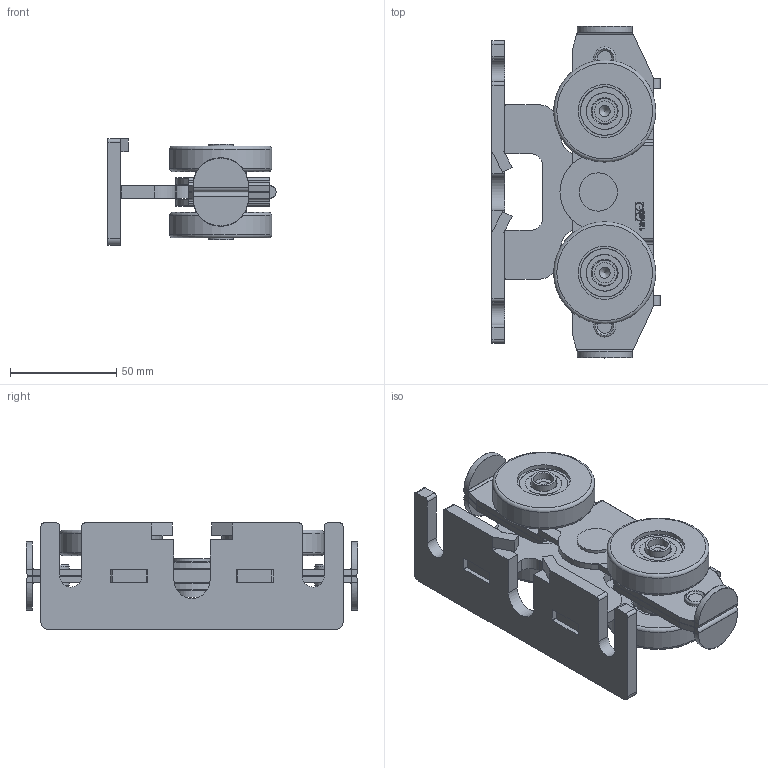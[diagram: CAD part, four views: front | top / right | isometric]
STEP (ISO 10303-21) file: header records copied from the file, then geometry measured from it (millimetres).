
FILE_DESCRIPTION(/* description */ (''),/* implementation_level */ '2;1');
FILE_NAME(/* name */ '9252NC.stp',/* time_stamp */ '2019-08-05T15:10:52+02:00',/* author */ ('Marc'),/* organization */ (''),/* preprocessor_version */ 'ST-DEVELOPER v17.2',/* originating_system */ 'Autodesk Inventor 2019',/* authorisation */ '');
FILE_SCHEMA (('AUTOMOTIVE_DESIGN { 1 0 10303 214 3 1 1 }'));
Length unit declared in the file: millimetre
Products named in the file (13): 9252NC; 15180; 15210; GALB48N; 17129; 09118; DIN 625 T1 - 6001 - 12 x 28 x 8; 09118-JOUE; 16067; 16068; 22504; 22503; 22502
Assembly tree (21 placements, depth 4):
  9252NC
    15180  x2
    15210
    GALB48N  x4
      17129
      09118
        DIN 625 T1 - 6001 - 12 x 28 x 8
        09118-JOUE  x2
    16067  x2
    16068  x4
    22504
      22503
      22502
Bounding box: 79.05 x 156 x 50 mm (x, y, z)
Volume: 211475.9 mm3; surface area: 126232.6 mm2
Topology: 59 solids, 59 shells, 934 faces, 2471 edges, 1661 vertices
Faces by surface type: plane 464, cylinder 271, torus 84, bspline 78, sphere 28, cone 9
Full cylindrical faces by diameter (mm): 1.342 x2, 1.458 x2, 5.2 x8, 9.5 x4, 10.4 x4, 11.8 x4, 12 x4, 12.2 x4, 15.8 x1, 16.2 x4, 16.3 x1, 17.216 x16, 18 x5, 22.784 x16, 24 x4, 25 x8, 28 x8, 48 x4
Entity records: 15331 total; most frequent: CARTESIAN_POINT 3184, ORIENTED_EDGE 2430, DIRECTION 2402, EDGE_CURVE 1215, VERTEX_POINT 837, AXIS2_PLACEMENT_3D 831, LINE 740, VECTOR 740
